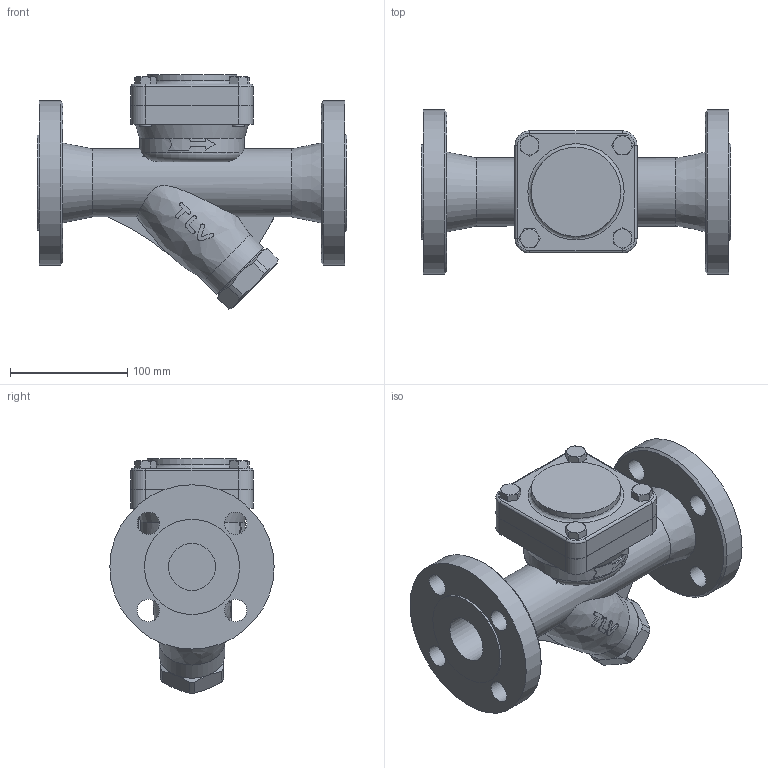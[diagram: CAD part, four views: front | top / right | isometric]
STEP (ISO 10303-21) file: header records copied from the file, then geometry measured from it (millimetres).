
FILE_DESCRIPTION((''),'2;1');
FILE_NAME('a3n00-040-jis20-00.stp','2010-12-07T14:37:18',('nakaot'),(''),'Autodesk Inventor 2008','Autodesk Inventor 2008','');
FILE_SCHEMA(('AUTOMOTIVE_DESIGN { 1 0 10303 214 1 1 1 1 }'));
Length unit declared in the file: millimetre
Products named in the file (1): a3n00-040-jis20-00
Bounding box: 264 x 140 x 199.47 mm (x, y, z)
Volume: 1970866.5 mm3; surface area: 202861.9 mm2
Topology: 2 solids, 2 shells, 222 faces, 545 edges, 353 vertices
Faces by surface type: plane 97, cylinder 58, bspline 30, cone 30, torus 7
Full cylindrical faces by diameter (mm): 10 x8, 19 x4, 40 x1, 50 x1, 54 x1, 56 x1, 58 x1, 76 x1, 140 x1
Entity records: 8133 total; most frequent: CARTESIAN_POINT 3390, ORIENTED_EDGE 980, DIRECTION 899, EDGE_CURVE 490, AXIS2_PLACEMENT_3D 366, VERTEX_POINT 335, EDGE_LOOP 312, FACE_OUTER_BOUND 222
